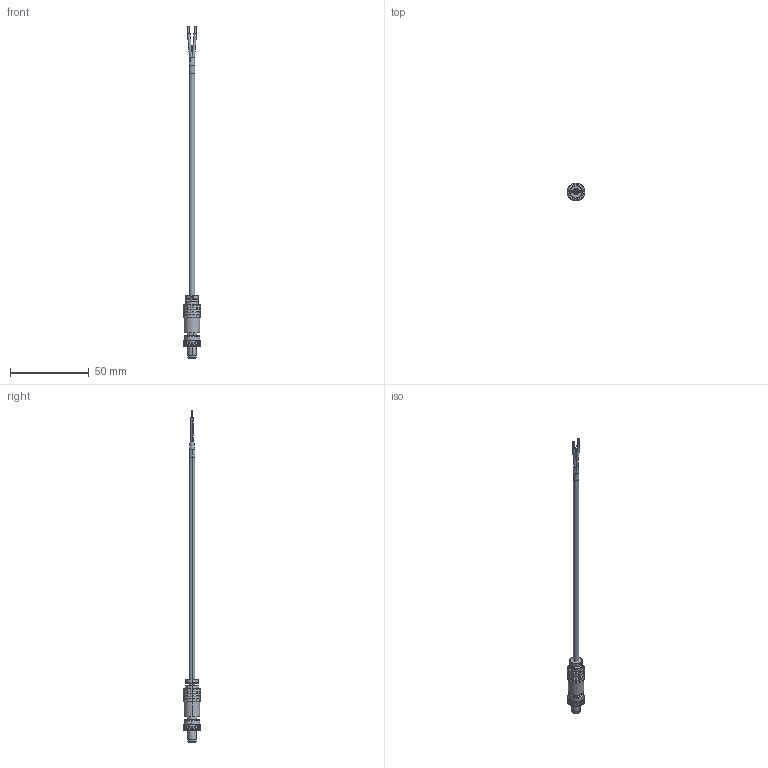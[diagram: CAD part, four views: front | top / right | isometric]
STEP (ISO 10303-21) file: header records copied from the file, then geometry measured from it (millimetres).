
FILE_DESCRIPTION (( 'STEP AP203' ), '1' );
FILE_NAME ('10-00119.step', '2016-09-15T23:32:21', ( '' ), ( '' ), 'SwSTEP 2.0', 'SolidWorks 2015', '' );
FILE_SCHEMA (( 'CONFIG_CONTROL_DESIGN' ));
Length unit declared in the file: millimetre
Products named in the file (10): 24-00016; 50-00011 shell 2; 50-00011 locking ring; 50-00011 pin; 50-00011 insulator; 50-00011 shell; 10-00119; 30-00004_wst; 50-00011; 50-00011 interior shell
Assembly tree (9 placements, depth 3):
  10-00119
    30-00004_wst
    24-00016
    50-00011
      50-00011 insulator
      50-00011 interior shell
      50-00011 locking ring
      50-00011 pin
      50-00011 shell 2
      50-00011 shell
Bounding box: 11 x 11 x 210.8 mm (x, y, z)
Volume: 3298 mm3; surface area: 7355 mm2
Topology: 93 solids, 93 shells, 1650 faces, 3506 edges, 2064 vertices
Faces by surface type: bspline 645, plane 519, cylinder 405, torus 58, cone 23
Entity records: 65920 total; most frequent: CARTESIAN_POINT 35178, ORIENTED_EDGE 7008, DIRECTION 4255, EDGE_CURVE 3504, VERTEX_POINT 2064, B_SPLINE_CURVE_WITH_KNOTS 1999, AXIS2_PLACEMENT_3D 1734, EDGE_LOOP 1686
